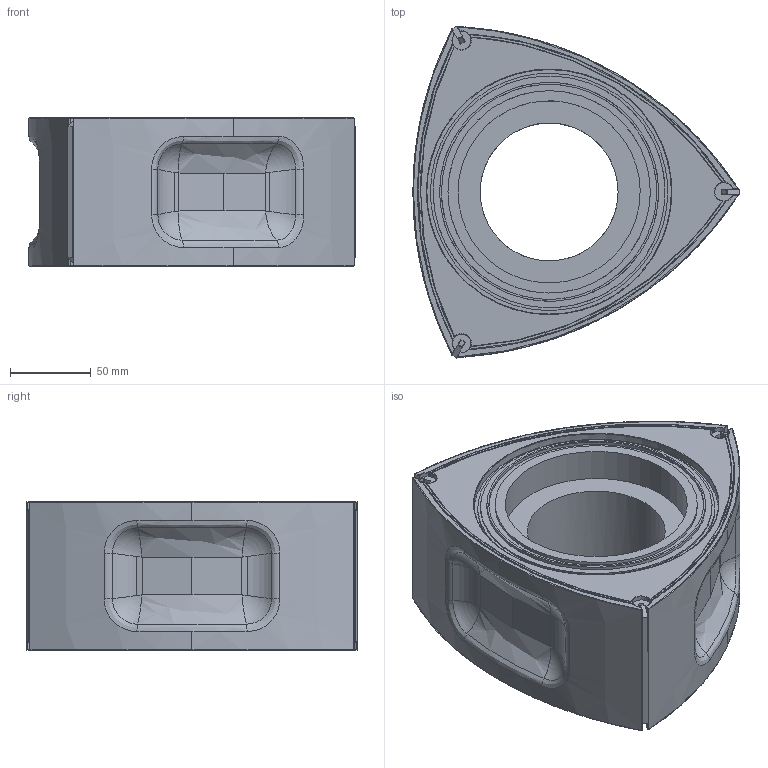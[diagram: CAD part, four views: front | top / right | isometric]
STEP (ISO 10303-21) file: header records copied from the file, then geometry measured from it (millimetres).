
FILE_DESCRIPTION(('FreeCAD Model'),'2;1');
FILE_NAME('Open CASCADE Shape Model','2025-05-04T04:16:03',('FreeCAD'),( 'FreeCAD'),'Open CASCADE STEP processor 7.6','FreeCAD','Unknown');
FILE_SCHEMA(('AUTOMOTIVE_DESIGN { 1 0 10303 214 1 1 1 1 }'));
Products named in the file (1): Open CASCADE STEP translator 7.6 1
Bounding box: 201.41 x 204.88 x 92.08 mm (x, y, z)
Volume: 1753880.2 mm3; surface area: 276333.3 mm2
Topology: 33 solids, 33 shells, 1014 faces, 2522 edges, 1555 vertices
Faces by surface type: bspline 1014
Entity records: 47172 total; most frequent: CARTESIAN_POINT 33314, ORIENTED_EDGE 4926, EDGE_CURVE 2463, VERTEX_POINT 1555, B_SPLINE_CURVE_WITH_KNOTS 1299, FACE_BOUND 1084, EDGE_LOOP 1084, ADVANCED_FACE 1014
